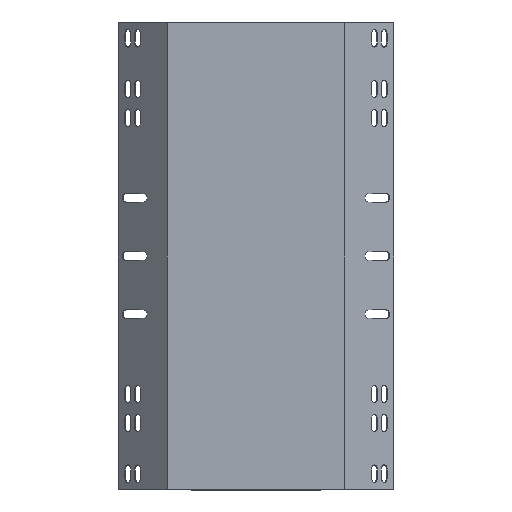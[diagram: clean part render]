
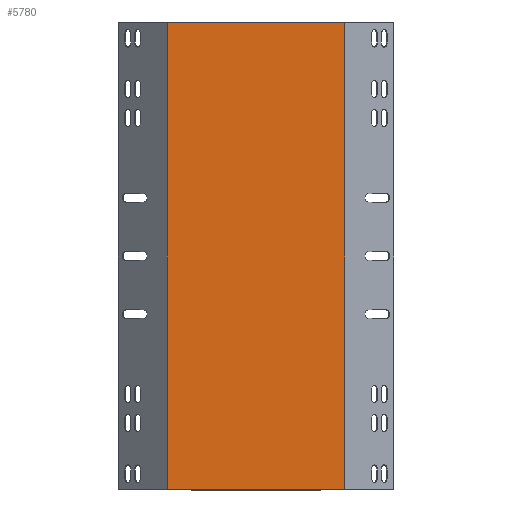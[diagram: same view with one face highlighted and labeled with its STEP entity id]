
A CAD part, front view. The second image highlights one B-rep face of the part: STEP entity #5780.
In plain terms, the highlighted planar face has unit normal (0, -1, 0).
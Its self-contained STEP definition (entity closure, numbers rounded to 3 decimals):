
#379 = CARTESIAN_POINT ( 'NONE',  ( 54.263, -23.927, -225.8 ) ) ;
#702 = AXIS2_PLACEMENT_3D ( 'NONE', #4365, #4290, #4278 ) ;
#710 = VECTOR ( 'NONE', #2033, 1000. ) ;
#750 = VERTEX_POINT ( 'NONE', #3471 ) ;
#914 = ORIENTED_EDGE ( 'NONE', *, *, #4159, .T. ) ;
#927 = ORIENTED_EDGE ( 'NONE', *, *, #3941, .T. ) ;
#952 = ORIENTED_EDGE ( 'NONE', *, *, #3449, .F. ) ;
#959 = ORIENTED_EDGE ( 'NONE', *, *, #4849, .F. ) ;
#1844 = CARTESIAN_POINT ( 'NONE',  ( -98.499, -23.927, -225.612 ) ) ;
#1890 = DIRECTION ( 'NONE',  ( 0., 0., 1. ) ) ;
#1964 = CARTESIAN_POINT ( 'NONE',  ( -99.403, -23.927, -225.8 ) ) ;
#1972 = LINE ( 'NONE', #6533, #2410 ) ;
#2033 = DIRECTION ( 'NONE',  ( 1., 0., 0. ) ) ;
#2045 = CARTESIAN_POINT ( 'NONE',  ( -99.403, -23.927, 175.8 ) ) ;
#2078 = DIRECTION ( 'NONE',  ( 1., 0., 0. ) ) ;
#2410 = VECTOR ( 'NONE', #6460, 1000. ) ;
#2451 = CARTESIAN_POINT ( 'NONE',  ( 54.263, -23.927, 175.8 ) ) ;
#2500 = LINE ( 'NONE', #1964, #710 ) ;
#2677 = LINE ( 'NONE', #2045, #6596 ) ;
#3036 = FACE_OUTER_BOUND ( 'NONE', #5338, .T. ) ;
#3377 = VERTEX_POINT ( 'NONE', #2451 ) ;
#3444 = CARTESIAN_POINT ( 'NONE',  ( -98.499, -23.927, 175.8 ) ) ;
#3449 = EDGE_CURVE ( 'NONE', #6959, #3377, #2677, .T. ) ;
#3471 = CARTESIAN_POINT ( 'NONE',  ( -98.499, -23.927, -225.8 ) ) ;
#3569 = VERTEX_POINT ( 'NONE', #379 ) ;
#3941 = EDGE_CURVE ( 'NONE', #3569, #3377, #1972, .T. ) ;
#4159 = EDGE_CURVE ( 'NONE', #750, #3569, #2500, .T. ) ;
#4278 = DIRECTION ( 'NONE',  ( 0., 0., 1. ) ) ;
#4290 = DIRECTION ( 'NONE',  ( 0., 1., 0. ) ) ;
#4310 = PLANE ( 'NONE',  #702 ) ;
#4365 = CARTESIAN_POINT ( 'NONE',  ( -98.168, -23.927, 175. ) ) ;
#4849 = EDGE_CURVE ( 'NONE', #750, #6959, #6474, .T. ) ;
#5338 = EDGE_LOOP ( 'NONE', ( #914, #927, #952, #959 ) ) ;
#5780 = ADVANCED_FACE ( 'NONE', ( #3036 ), #4310, .F. ) ;
#6446 = VECTOR ( 'NONE', #1890, 1000. ) ;
#6460 = DIRECTION ( 'NONE',  ( 0., 0., 1. ) ) ;
#6474 = LINE ( 'NONE', #1844, #6446 ) ;
#6533 = CARTESIAN_POINT ( 'NONE',  ( 54.263, -23.927, -225.612 ) ) ;
#6596 = VECTOR ( 'NONE', #2078, 1000. ) ;
#6959 = VERTEX_POINT ( 'NONE', #3444 ) ;
